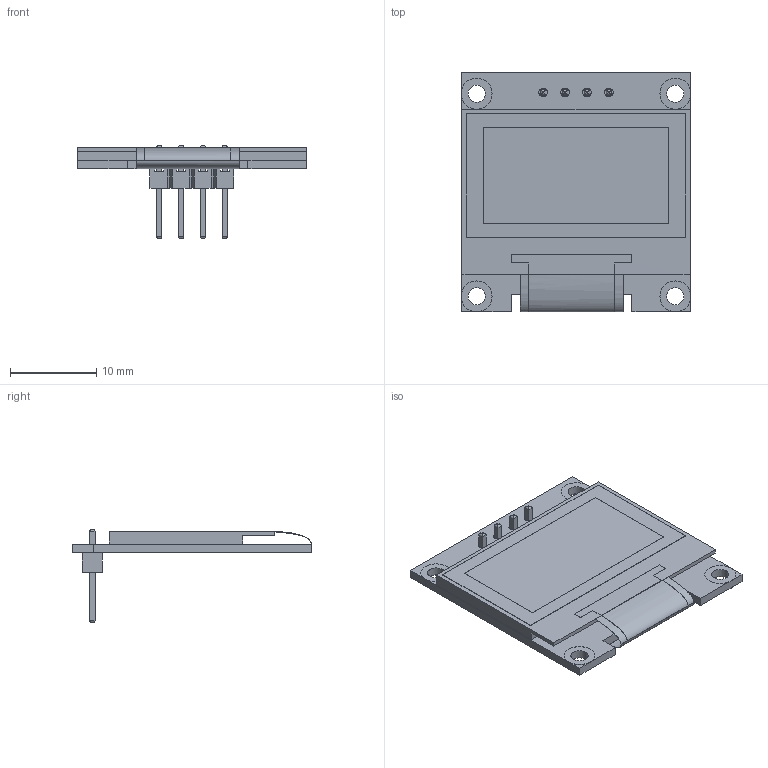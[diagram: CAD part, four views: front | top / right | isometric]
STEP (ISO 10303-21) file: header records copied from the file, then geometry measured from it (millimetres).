
FILE_DESCRIPTION(('FreeCAD Model'),'2;1');
FILE_NAME('Open CASCADE Shape Model','2026-02-07T20:06:51',( 'kicad StepUp'),('ksu MCAD'),'Open CASCADE STEP processor 7.8', 'FreeCAD','Unknown');
FILE_SCHEMA(('AUTOMOTIVE_DESIGN { 1 0 10303 214 1 1 1 1 }'));
Length unit declared in the file: millimetre
Products named in the file (5): SSD1306_0.96_OLED; 48C996C4-7BE9-43D2-ACA2-395FA91DDC79; 48C996C4-7BE9-43D2-ACA2-395FA91DDC080; 48C996C4-7BE9-43D2-ACA2-395FA91DDC081; 48C996C4-7BE9-43D2-ACA2-395FA91DDC082
Assembly tree (4 placements, depth 2):
  SSD1306_0.96_OLED
    48C996C4-7BE9-43D2-ACA2-395FA91DDC79
    48C996C4-7BE9-43D2-ACA2-395FA91DDC080
    48C996C4-7BE9-43D2-ACA2-395FA91DDC081
    48C996C4-7BE9-43D2-ACA2-395FA91DDC082
Bounding box: 26.7 x 27.86 x 10.85 mm (x, y, z)
Volume: 1443.7 mm3; surface area: 2411.8 mm2
Topology: 4 solids, 4 shells, 208 faces, 513 edges, 323 vertices
Faces by surface type: plane 138, cylinder 64, bspline 6
Entity records: 8096 total; most frequent: CARTESIAN_POINT 1361, ORIENTED_EDGE 1026, DIRECTION 941, EDGE_CURVE 513, LINE 391, VECTOR 391, VERTEX_POINT 323, AXIS2_PLACEMENT_3D 275
